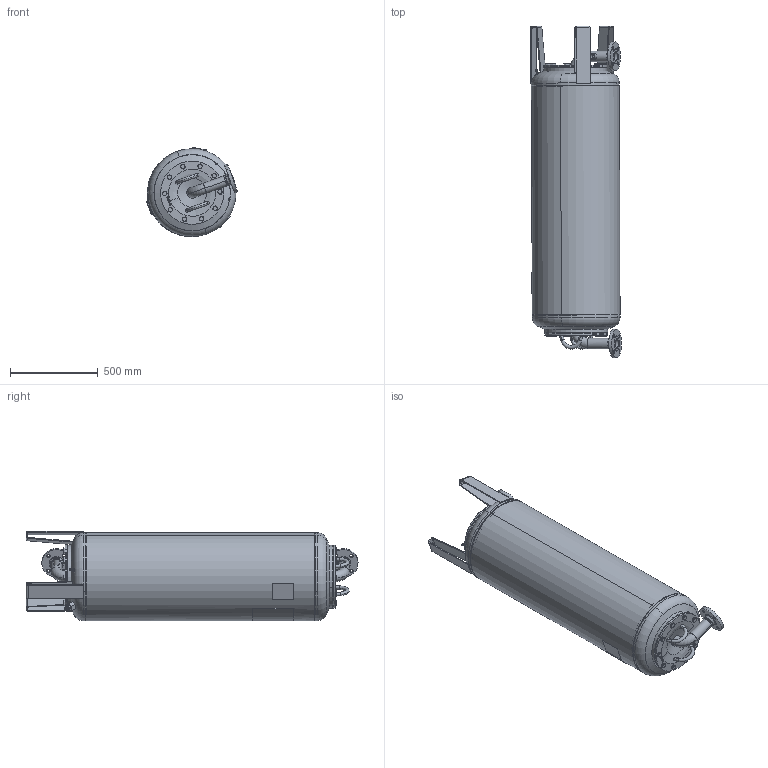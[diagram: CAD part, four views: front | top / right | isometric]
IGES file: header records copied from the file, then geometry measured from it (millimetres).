
Global section: file name: No Iges File Name specified; native system: Autodesk Inventor 2009; preprocessor: AutoDesk Inventor Iges Exporter R2009; author: CADJOBServer; date: 20091020.103518; units: millimetre
Bounding box: 518.08 x 1890.63 x 508.58 mm (x, y, z)
Volume: 337726435.5 mm3; surface area: 10083238.7 mm2
Topology: 34 solids, 34 shells, 1779 faces, 4591 edges, 2971 vertices
Faces by surface type: plane 641, bspline 371, cylinder 223, revolution 222, cone 220, torus 86, sphere 16
